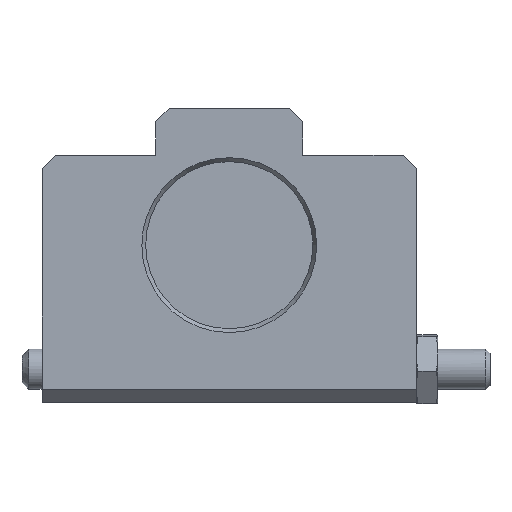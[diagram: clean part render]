
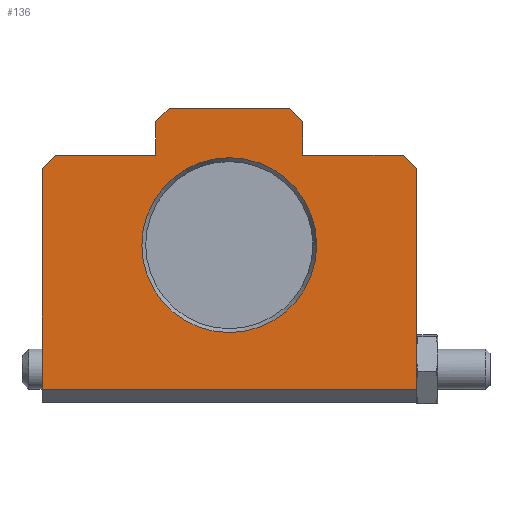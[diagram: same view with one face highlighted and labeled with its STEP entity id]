
A CAD part, left-side view. The second image highlights one B-rep face of the part: STEP entity #136.
In plain terms, the highlighted planar face has unit normal (-1, 0, 0).
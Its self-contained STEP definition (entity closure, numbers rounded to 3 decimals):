
#81=FACE_BOUND('',#579,.T.);
#82=FACE_BOUND('',#580,.T.);
#136=ADVANCED_FACE('',(#81,#82),#294,.T.);
#294=PLANE('',#3082);
#579=EDGE_LOOP('',(#985));
#580=EDGE_LOOP('',(#986,#987,#988,#989,#990,#991,#992,#993,#994,#995,#996,
#997));
#722=CIRCLE('',#3081,13.077);
#985=ORIENTED_EDGE('',*,*,#2084,.T.);
#986=ORIENTED_EDGE('',*,*,#2085,.F.);
#987=ORIENTED_EDGE('',*,*,#2086,.T.);
#988=ORIENTED_EDGE('',*,*,#1969,.F.);
#989=ORIENTED_EDGE('',*,*,#2087,.T.);
#990=ORIENTED_EDGE('',*,*,#2080,.F.);
#991=ORIENTED_EDGE('',*,*,#2088,.T.);
#992=ORIENTED_EDGE('',*,*,#2089,.T.);
#993=ORIENTED_EDGE('',*,*,#2090,.F.);
#994=ORIENTED_EDGE('',*,*,#2091,.T.);
#995=ORIENTED_EDGE('',*,*,#2092,.F.);
#996=ORIENTED_EDGE('',*,*,#2093,.F.);
#997=ORIENTED_EDGE('',*,*,#2094,.T.);
#1689=VERTEX_POINT('',#4170);
#1690=VERTEX_POINT('',#4172);
#1769=VERTEX_POINT('',#4394);
#1770=VERTEX_POINT('',#4395);
#1773=VERTEX_POINT('',#4403);
#1774=VERTEX_POINT('',#4405);
#1775=VERTEX_POINT('',#4406);
#1776=VERTEX_POINT('',#4410);
#1777=VERTEX_POINT('',#4412);
#1778=VERTEX_POINT('',#4414);
#1779=VERTEX_POINT('',#4416);
#1780=VERTEX_POINT('',#4418);
#1781=VERTEX_POINT('',#4420);
#1969=EDGE_CURVE('',#1689,#1690,#2390,.T.);
#2080=EDGE_CURVE('',#1769,#1770,#2495,.T.);
#2084=EDGE_CURVE('',#1773,#1773,#722,.T.);
#2085=EDGE_CURVE('',#1774,#1775,#2499,.T.);
#2086=EDGE_CURVE('',#1774,#1690,#2500,.T.);
#2087=EDGE_CURVE('',#1689,#1770,#2501,.T.);
#2088=EDGE_CURVE('',#1769,#1776,#2502,.T.);
#2089=EDGE_CURVE('',#1776,#1777,#2503,.T.);
#2090=EDGE_CURVE('',#1778,#1777,#2504,.T.);
#2091=EDGE_CURVE('',#1778,#1779,#2505,.T.);
#2092=EDGE_CURVE('',#1780,#1779,#2506,.T.);
#2093=EDGE_CURVE('',#1781,#1780,#2507,.T.);
#2094=EDGE_CURVE('',#1781,#1775,#2508,.T.);
#2390=LINE('',#4171,#2757);
#2495=LINE('',#4393,#2862);
#2499=LINE('',#4404,#2866);
#2500=LINE('',#4407,#2867);
#2501=LINE('',#4408,#2868);
#2502=LINE('',#4409,#2869);
#2503=LINE('',#4411,#2870);
#2504=LINE('',#4413,#2871);
#2505=LINE('',#4415,#2872);
#2506=LINE('',#4417,#2873);
#2507=LINE('',#4419,#2874);
#2508=LINE('',#4421,#2875);
#2757=VECTOR('',#3331,1.);
#2862=VECTOR('',#3512,1.);
#2866=VECTOR('',#3520,1.);
#2867=VECTOR('',#3521,1.);
#2868=VECTOR('',#3522,1.);
#2869=VECTOR('',#3523,1.);
#2870=VECTOR('',#3524,1.);
#2871=VECTOR('',#3525,1.);
#2872=VECTOR('',#3526,1.);
#2873=VECTOR('',#3527,1.);
#2874=VECTOR('',#3528,1.);
#2875=VECTOR('',#3529,1.);
#3081=AXIS2_PLACEMENT_3D('',#4402,#3518,#3519);
#3082=AXIS2_PLACEMENT_3D('',#4422,#3530,#3531);
#3331=DIRECTION('',(0.,0.,-1.));
#3512=DIRECTION('',(0.,-1.,0.));
#3518=DIRECTION('',(1.,0.,0.));
#3519=DIRECTION('',(0.,0.,1.));
#3520=DIRECTION('',(0.,0.,1.));
#3521=DIRECTION('',(0.,-1.,0.));
#3522=DIRECTION('',(0.,0.707,0.707));
#3523=DIRECTION('',(0.,0.,1.));
#3524=DIRECTION('',(0.,0.707,0.707));
#3525=DIRECTION('',(0.,-1.,0.));
#3526=DIRECTION('',(0.,0.707,-0.707));
#3527=DIRECTION('',(0.,0.,1.));
#3528=DIRECTION('',(0.,-1.,0.));
#3529=DIRECTION('',(0.,0.707,-0.707));
#3530=DIRECTION('',(-1.,0.,0.));
#3531=DIRECTION('',(0.,0.,-1.));
#4170=CARTESIAN_POINT('',(-25.,-28.,-9.));
#4171=CARTESIAN_POINT('',(-25.,-28.,-25.5));
#4172=CARTESIAN_POINT('',(-25.,-28.,-42.));
#4393=CARTESIAN_POINT('',(-25.,0.,-7.));
#4394=CARTESIAN_POINT('',(-25.,-11.,-7.));
#4395=CARTESIAN_POINT('',(-25.,-26.,-7.));
#4402=CARTESIAN_POINT('',(-25.,0.,-20.45));
#4403=CARTESIAN_POINT('',(-25.,0.,-7.373));
#4404=CARTESIAN_POINT('',(-25.,28.,-25.5));
#4405=CARTESIAN_POINT('',(-25.,28.,-42.));
#4406=CARTESIAN_POINT('',(-25.,28.,-9.));
#4407=CARTESIAN_POINT('',(-25.,0.,-42.));
#4408=CARTESIAN_POINT('',(-25.,-22.25,-3.25));
#4409=CARTESIAN_POINT('',(-25.,-11.,0.));
#4410=CARTESIAN_POINT('',(-25.,-11.,-2.));
#4411=CARTESIAN_POINT('',(-25.,-17.25,-8.25));
#4412=CARTESIAN_POINT('',(-25.,-9.,0.));
#4413=CARTESIAN_POINT('',(-25.,11.,0.));
#4414=CARTESIAN_POINT('',(-25.,9.,0.));
#4415=CARTESIAN_POINT('',(-25.,17.25,-8.25));
#4416=CARTESIAN_POINT('',(-25.,11.,-2.));
#4417=CARTESIAN_POINT('',(-25.,11.,0.));
#4418=CARTESIAN_POINT('',(-25.,11.,-7.));
#4419=CARTESIAN_POINT('',(-25.,0.,-7.));
#4420=CARTESIAN_POINT('',(-25.,26.,-7.));
#4421=CARTESIAN_POINT('',(-25.,22.25,-3.25));
#4422=CARTESIAN_POINT('',(-25.,0.,-25.5));
